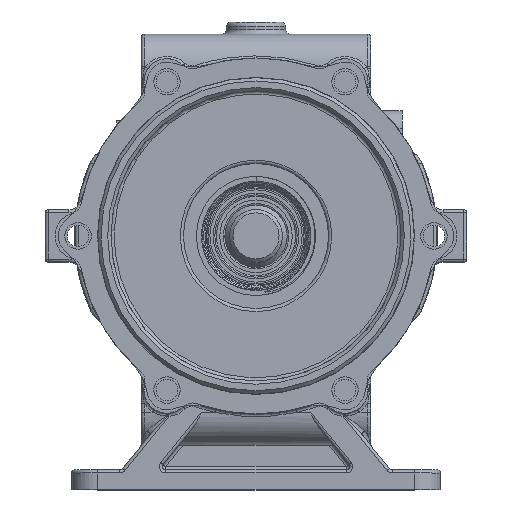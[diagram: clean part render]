
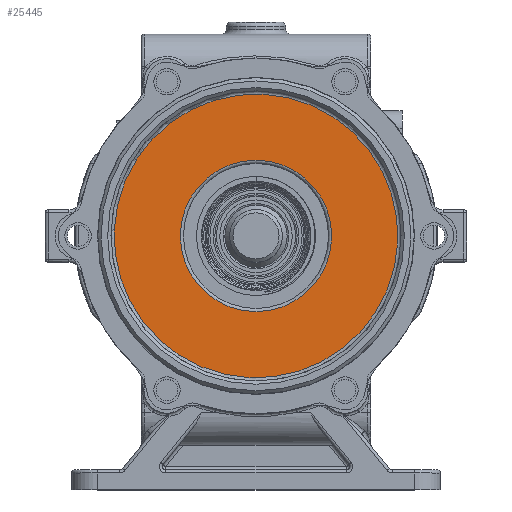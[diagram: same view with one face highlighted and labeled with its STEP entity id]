
A CAD part, top view. The second image highlights one B-rep face of the part: STEP entity #25445.
In plain terms, the highlighted planar face has unit normal (0, 0, 1).
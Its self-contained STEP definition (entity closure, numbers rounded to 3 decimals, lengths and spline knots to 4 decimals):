
#836=FACE_BOUND('',#7714,.T.);
#1356=PLANE('',#27802);
#5862=FACE_OUTER_BOUND('',#7713,.T.);
#7713=EDGE_LOOP('',(#19786));
#7714=EDGE_LOOP('',(#19787));
#10255=CIRCLE('',#27801,1.435);
#10256=CIRCLE('',#27803,2.69);
#12151=VERTEX_POINT('',#44114);
#12152=VERTEX_POINT('',#44117);
#14940=EDGE_CURVE('',#12151,#12151,#10255,.T.);
#14941=EDGE_CURVE('',#12152,#12152,#10256,.T.);
#19786=ORIENTED_EDGE('',*,*,#14941,.F.);
#19787=ORIENTED_EDGE('',*,*,#14940,.F.);
#25445=ADVANCED_FACE('',(#5862,#836),#1356,.T.);
#27801=AXIS2_PLACEMENT_3D('',#44115,#32814,#32815);
#27802=AXIS2_PLACEMENT_3D('',#44116,#32816,#32817);
#27803=AXIS2_PLACEMENT_3D('',#44118,#32818,#32819);
#32814=DIRECTION('center_axis',(0.,0.,1.));
#32815=DIRECTION('ref_axis',(0.,-1.,0.));
#32816=DIRECTION('center_axis',(0.,0.,1.));
#32817=DIRECTION('ref_axis',(1.,0.,0.));
#32818=DIRECTION('center_axis',(0.,0.,-1.));
#32819=DIRECTION('ref_axis',(0.,-1.,0.));
#44114=CARTESIAN_POINT('',(0.,1.435,-0.625));
#44115=CARTESIAN_POINT('Origin',(0.,0.,-0.625));
#44116=CARTESIAN_POINT('Origin',(0.,2.0625,-0.625));
#44117=CARTESIAN_POINT('',(-2.1437,-1.625,-0.625));
#44118=CARTESIAN_POINT('Origin',(0.,0.,-0.625));
